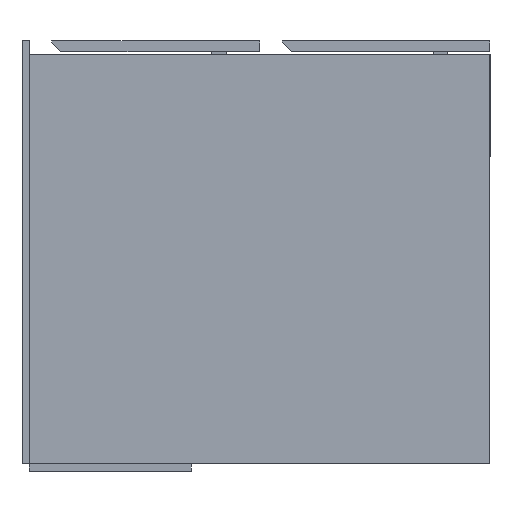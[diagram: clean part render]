
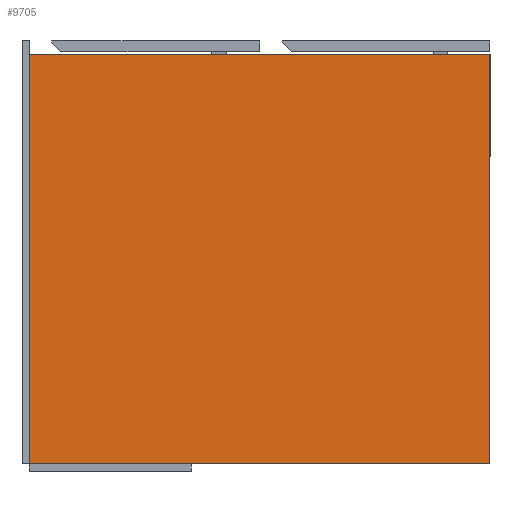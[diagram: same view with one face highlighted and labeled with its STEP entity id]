
A CAD part, left-side view. The second image highlights one B-rep face of the part: STEP entity #9705.
In plain terms, the highlighted planar face has unit normal (-1, 0, 0).
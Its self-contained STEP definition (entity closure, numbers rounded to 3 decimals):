
#196 = DIRECTION ( 'NONE',  ( 0., 0., -1. ) ) ;
#332 = DIRECTION ( 'NONE',  ( 1., 0., 0. ) ) ;
#375 = CARTESIAN_POINT ( 'NONE',  ( 2., 512., -470. ) ) ;
#1251 = CARTESIAN_POINT ( 'NONE',  ( 2., 967.397, -15. ) ) ;
#1769 = LINE ( 'NONE', #12779, #13483 ) ;
#2588 = CARTESIAN_POINT ( 'NONE',  ( 2., 512., -15. ) ) ;
#3266 = LINE ( 'NONE', #13495, #14149 ) ;
#3569 = ORIENTED_EDGE ( 'NONE', *, *, #13314, .T. ) ;
#4132 = ORIENTED_EDGE ( 'NONE', *, *, #6569, .F. ) ;
#5230 = CARTESIAN_POINT ( 'NONE',  ( 2., 0., -15. ) ) ;
#5400 = LINE ( 'NONE', #1251, #11824 ) ;
#5712 = CARTESIAN_POINT ( 'NONE',  ( 2., 967.397, -470. ) ) ;
#6569 = EDGE_CURVE ( 'NONE', #10264, #10605, #1769, .T. ) ;
#7568 = EDGE_LOOP ( 'NONE', ( #4132, #3569, #9906, #14405 ) ) ;
#7665 = CARTESIAN_POINT ( 'NONE',  ( 2., 0., -470. ) ) ;
#7858 = CARTESIAN_POINT ( 'NONE',  ( 2., 0., -470. ) ) ;
#8256 = EDGE_CURVE ( 'NONE', #11053, #12776, #10920, .T. ) ;
#8970 = DIRECTION ( 'NONE',  ( 0., -1., 0. ) ) ;
#9705 = ADVANCED_FACE ( 'NONE', ( #10290 ), #10146, .F. ) ;
#9906 = ORIENTED_EDGE ( 'NONE', *, *, #8256, .T. ) ;
#10146 = PLANE ( 'NONE',  #10334 ) ;
#10264 = VERTEX_POINT ( 'NONE', #375 ) ;
#10290 = FACE_OUTER_BOUND ( 'NONE', #7568, .T. ) ;
#10334 = AXIS2_PLACEMENT_3D ( 'NONE', #5712, #332, #196 ) ;
#10605 = VERTEX_POINT ( 'NONE', #2588 ) ;
#10731 = DIRECTION ( 'NONE',  ( 0., 0., 1. ) ) ;
#10770 = VECTOR ( 'NONE', #14128, 1000. ) ;
#10920 = LINE ( 'NONE', #7665, #10770 ) ;
#11053 = VERTEX_POINT ( 'NONE', #7858 ) ;
#11824 = VECTOR ( 'NONE', #8970, 1000. ) ;
#12267 = DIRECTION ( 'NONE',  ( 0., -1., 0. ) ) ;
#12776 = VERTEX_POINT ( 'NONE', #5230 ) ;
#12779 = CARTESIAN_POINT ( 'NONE',  ( 2., 512., -470. ) ) ;
#13314 = EDGE_CURVE ( 'NONE', #10264, #11053, #3266, .T. ) ;
#13483 = VECTOR ( 'NONE', #10731, 1000. ) ;
#13495 = CARTESIAN_POINT ( 'NONE',  ( 2., 967.397, -470. ) ) ;
#13717 = EDGE_CURVE ( 'NONE', #10605, #12776, #5400, .T. ) ;
#14128 = DIRECTION ( 'NONE',  ( 0., 0., 1. ) ) ;
#14149 = VECTOR ( 'NONE', #12267, 1000. ) ;
#14405 = ORIENTED_EDGE ( 'NONE', *, *, #13717, .F. ) ;
